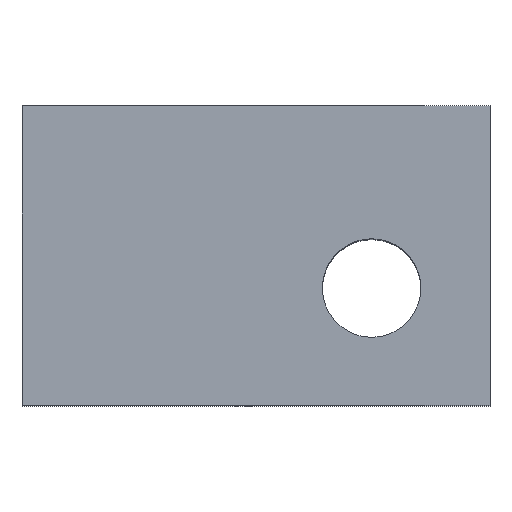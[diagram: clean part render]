
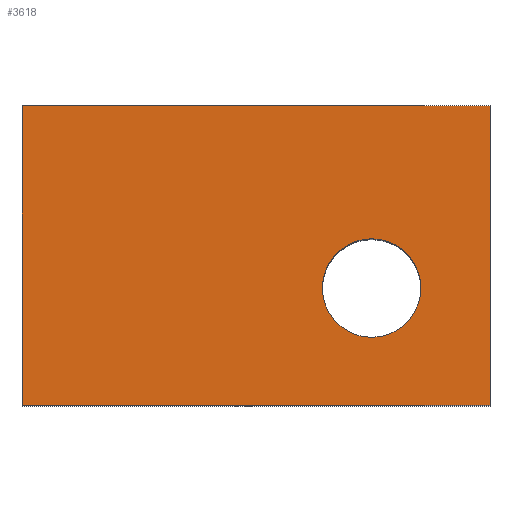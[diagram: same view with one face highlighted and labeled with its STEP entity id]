
A CAD part, top view. The second image highlights one B-rep face of the part: STEP entity #3618.
In plain terms, the highlighted planar face has unit normal (0, 0, 1).
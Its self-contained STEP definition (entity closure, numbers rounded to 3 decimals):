
#44 = PLANE('',#45);
#45 = AXIS2_PLACEMENT_3D('',#46,#47,#48);
#46 = CARTESIAN_POINT('',(0.,0.,0.));
#47 = DIRECTION('',(-0.,1.,0.));
#48 = DIRECTION('',(0.,0.,1.));
#100 = PLANE('',#101);
#101 = AXIS2_PLACEMENT_3D('',#102,#103,#104);
#102 = CARTESIAN_POINT('',(0.,17.954,0.));
#103 = DIRECTION('',(-0.,1.,0.));
#104 = DIRECTION('',(0.,0.,1.));
#172 = EDGE_CURVE('',#173,#175,#177,.T.);
#173 = VERTEX_POINT('',#174);
#174 = CARTESIAN_POINT('',(0.,0.,31.11));
#175 = VERTEX_POINT('',#176);
#176 = CARTESIAN_POINT('',(28.071,0.,31.11));
#177 = SURFACE_CURVE('',#178,(#182,#189),.PCURVE_S1.);
#178 = LINE('',#179,#180);
#179 = CARTESIAN_POINT('',(0.,0.,31.11));
#180 = VECTOR('',#181,1.);
#181 = DIRECTION('',(1.,0.,-0.));
#182 = PCURVE('',#44,#183);
#183 = DEFINITIONAL_REPRESENTATION('',(#184),#188);
#184 = LINE('',#185,#186);
#185 = CARTESIAN_POINT('',(31.11,0.));
#186 = VECTOR('',#187,1.);
#187 = DIRECTION('',(0.,1.));
#188 = ( GEOMETRIC_REPRESENTATION_CONTEXT(2) 
PARAMETRIC_REPRESENTATION_CONTEXT() REPRESENTATION_CONTEXT('2D SPACE',''
  ) );
#189 = PCURVE('',#190,#195);
#190 = PLANE('',#191);
#191 = AXIS2_PLACEMENT_3D('',#192,#193,#194);
#192 = CARTESIAN_POINT('',(0.,0.,31.11));
#193 = DIRECTION('',(0.,0.,1.));
#194 = DIRECTION('',(1.,0.,-0.));
#195 = DEFINITIONAL_REPRESENTATION('',(#196),#200);
#196 = LINE('',#197,#198);
#197 = CARTESIAN_POINT('',(0.,0.));
#198 = VECTOR('',#199,1.);
#199 = DIRECTION('',(1.,0.));
#200 = ( GEOMETRIC_REPRESENTATION_CONTEXT(2) 
PARAMETRIC_REPRESENTATION_CONTEXT() REPRESENTATION_CONTEXT('2D SPACE',''
  ) );
#218 = PLANE('',#219);
#219 = AXIS2_PLACEMENT_3D('',#220,#221,#222);
#220 = CARTESIAN_POINT('',(28.071,0.,0.));
#221 = DIRECTION('',(1.,0.,-0.));
#222 = DIRECTION('',(0.,0.,1.));
#654 = PLANE('',#655);
#655 = AXIS2_PLACEMENT_3D('',#656,#657,#658);
#656 = CARTESIAN_POINT('',(0.,0.,0.));
#657 = DIRECTION('',(1.,0.,-0.));
#658 = DIRECTION('',(0.,0.,1.));
#1070 = VERTEX_POINT('',#1071);
#1071 = CARTESIAN_POINT('',(28.071,17.954,
    31.11));
#1138 = VERTEX_POINT('',#1139);
#1139 = CARTESIAN_POINT('',(0.,17.954,31.11));
#1160 = EDGE_CURVE('',#1138,#1070,#1161,.T.);
#1161 = SURFACE_CURVE('',#1162,(#1166,#1173),.PCURVE_S1.);
#1162 = LINE('',#1163,#1164);
#1163 = CARTESIAN_POINT('',(0.,17.954,31.11));
#1164 = VECTOR('',#1165,1.);
#1165 = DIRECTION('',(1.,0.,-0.));
#1166 = PCURVE('',#100,#1167);
#1167 = DEFINITIONAL_REPRESENTATION('',(#1168),#1172);
#1168 = LINE('',#1169,#1170);
#1169 = CARTESIAN_POINT('',(31.11,0.));
#1170 = VECTOR('',#1171,1.);
#1171 = DIRECTION('',(0.,1.));
#1172 = ( GEOMETRIC_REPRESENTATION_CONTEXT(2) 
PARAMETRIC_REPRESENTATION_CONTEXT() REPRESENTATION_CONTEXT('2D SPACE',''
  ) );
#1173 = PCURVE('',#190,#1174);
#1174 = DEFINITIONAL_REPRESENTATION('',(#1175),#1179);
#1175 = LINE('',#1176,#1177);
#1176 = CARTESIAN_POINT('',(0.,17.954));
#1177 = VECTOR('',#1178,1.);
#1178 = DIRECTION('',(1.,0.));
#1179 = ( GEOMETRIC_REPRESENTATION_CONTEXT(2) 
PARAMETRIC_REPRESENTATION_CONTEXT() REPRESENTATION_CONTEXT('2D SPACE',''
  ) );
#3618 = ADVANCED_FACE('24',(#3619,#3665),#190,.T.);
#3619 = FACE_BOUND('',#3620,.T.);
#3620 = EDGE_LOOP('',(#3621,#3642,#3643,#3664));
#3621 = ORIENTED_EDGE('',*,*,#3622,.F.);
#3622 = EDGE_CURVE('',#173,#1138,#3623,.T.);
#3623 = SURFACE_CURVE('',#3624,(#3628,#3635),.PCURVE_S1.);
#3624 = LINE('',#3625,#3626);
#3625 = CARTESIAN_POINT('',(0.,0.,31.11));
#3626 = VECTOR('',#3627,1.);
#3627 = DIRECTION('',(-0.,1.,0.));
#3628 = PCURVE('',#190,#3629);
#3629 = DEFINITIONAL_REPRESENTATION('',(#3630),#3634);
#3630 = LINE('',#3631,#3632);
#3631 = CARTESIAN_POINT('',(0.,0.));
#3632 = VECTOR('',#3633,1.);
#3633 = DIRECTION('',(0.,1.));
#3634 = ( GEOMETRIC_REPRESENTATION_CONTEXT(2) 
PARAMETRIC_REPRESENTATION_CONTEXT() REPRESENTATION_CONTEXT('2D SPACE',''
  ) );
#3635 = PCURVE('',#654,#3636);
#3636 = DEFINITIONAL_REPRESENTATION('',(#3637),#3641);
#3637 = LINE('',#3638,#3639);
#3638 = CARTESIAN_POINT('',(31.11,0.));
#3639 = VECTOR('',#3640,1.);
#3640 = DIRECTION('',(0.,-1.));
#3641 = ( GEOMETRIC_REPRESENTATION_CONTEXT(2) 
PARAMETRIC_REPRESENTATION_CONTEXT() REPRESENTATION_CONTEXT('2D SPACE',''
  ) );
#3642 = ORIENTED_EDGE('',*,*,#172,.T.);
#3643 = ORIENTED_EDGE('',*,*,#3644,.T.);
#3644 = EDGE_CURVE('',#175,#1070,#3645,.T.);
#3645 = SURFACE_CURVE('',#3646,(#3650,#3657),.PCURVE_S1.);
#3646 = LINE('',#3647,#3648);
#3647 = CARTESIAN_POINT('',(28.071,0.,31.11));
#3648 = VECTOR('',#3649,1.);
#3649 = DIRECTION('',(-0.,1.,0.));
#3650 = PCURVE('',#190,#3651);
#3651 = DEFINITIONAL_REPRESENTATION('',(#3652),#3656);
#3652 = LINE('',#3653,#3654);
#3653 = CARTESIAN_POINT('',(28.071,0.));
#3654 = VECTOR('',#3655,1.);
#3655 = DIRECTION('',(0.,1.));
#3656 = ( GEOMETRIC_REPRESENTATION_CONTEXT(2) 
PARAMETRIC_REPRESENTATION_CONTEXT() REPRESENTATION_CONTEXT('2D SPACE',''
  ) );
#3657 = PCURVE('',#218,#3658);
#3658 = DEFINITIONAL_REPRESENTATION('',(#3659),#3663);
#3659 = LINE('',#3660,#3661);
#3660 = CARTESIAN_POINT('',(31.11,0.));
#3661 = VECTOR('',#3662,1.);
#3662 = DIRECTION('',(0.,-1.));
#3663 = ( GEOMETRIC_REPRESENTATION_CONTEXT(2) 
PARAMETRIC_REPRESENTATION_CONTEXT() REPRESENTATION_CONTEXT('2D SPACE',''
  ) );
#3664 = ORIENTED_EDGE('',*,*,#1160,.F.);
#3665 = FACE_BOUND('',#3666,.T.);
#3666 = EDGE_LOOP('',(#3667));
#3667 = ORIENTED_EDGE('',*,*,#3668,.T.);
#3668 = EDGE_CURVE('',#3669,#3669,#3671,.T.);
#3669 = VERTEX_POINT('',#3670);
#3670 = CARTESIAN_POINT('',(18.018,7.029,
    31.11));
#3671 = SURFACE_CURVE('',#3672,(#3677,#3688),.PCURVE_S1.);
#3672 = CIRCLE('',#3673,2.956);
#3673 = AXIS2_PLACEMENT_3D('',#3674,#3675,#3676);
#3674 = CARTESIAN_POINT('',(20.973,7.029,
    31.11));
#3675 = DIRECTION('',(0.,0.,-1.));
#3676 = DIRECTION('',(-1.,0.,-0.));
#3677 = PCURVE('',#190,#3678);
#3678 = DEFINITIONAL_REPRESENTATION('',(#3679),#3687);
#3679 = ( BOUNDED_CURVE() B_SPLINE_CURVE(2,(#3680,#3681,#3682,#3683,
#3684,#3685,#3686),.UNSPECIFIED.,.T.,.F.) B_SPLINE_CURVE_WITH_KNOTS((1,2
    ,2,2,2,1),(-2.094,0.,2.094,4.189,
6.283,8.378),.UNSPECIFIED.) CURVE() 
GEOMETRIC_REPRESENTATION_ITEM() RATIONAL_B_SPLINE_CURVE((1.,0.5,1.,0.5,
1.,0.5,1.)) REPRESENTATION_ITEM('') );
#3680 = CARTESIAN_POINT('',(18.018,7.029));
#3681 = CARTESIAN_POINT('',(18.018,12.148));
#3682 = CARTESIAN_POINT('',(22.451,9.589));
#3683 = CARTESIAN_POINT('',(26.885,7.029));
#3684 = CARTESIAN_POINT('',(22.451,4.469));
#3685 = CARTESIAN_POINT('',(18.018,1.91));
#3686 = CARTESIAN_POINT('',(18.018,7.029));
#3687 = ( GEOMETRIC_REPRESENTATION_CONTEXT(2) 
PARAMETRIC_REPRESENTATION_CONTEXT() REPRESENTATION_CONTEXT('2D SPACE',''
  ) );
#3688 = PCURVE('',#3689,#3694);
#3689 = CYLINDRICAL_SURFACE('',#3690,2.956);
#3690 = AXIS2_PLACEMENT_3D('',#3691,#3692,#3693);
#3691 = CARTESIAN_POINT('',(20.973,7.029,0.));
#3692 = DIRECTION('',(0.,0.,-1.));
#3693 = DIRECTION('',(-1.,0.,-0.));
#3694 = DEFINITIONAL_REPRESENTATION('',(#3695),#3699);
#3695 = LINE('',#3696,#3697);
#3696 = CARTESIAN_POINT('',(0.,-31.11));
#3697 = VECTOR('',#3698,1.);
#3698 = DIRECTION('',(1.,0.));
#3699 = ( GEOMETRIC_REPRESENTATION_CONTEXT(2) 
PARAMETRIC_REPRESENTATION_CONTEXT() REPRESENTATION_CONTEXT('2D SPACE',''
  ) );
